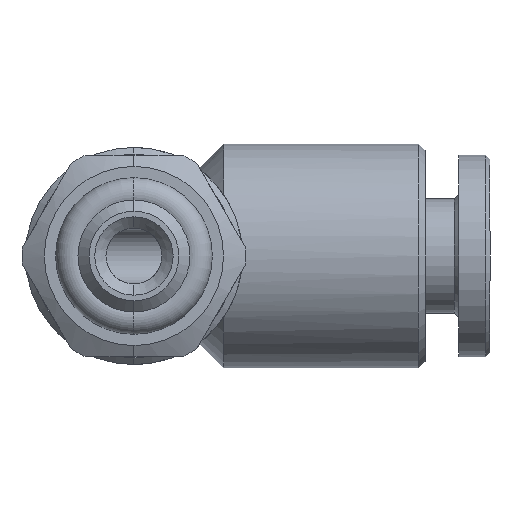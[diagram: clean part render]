
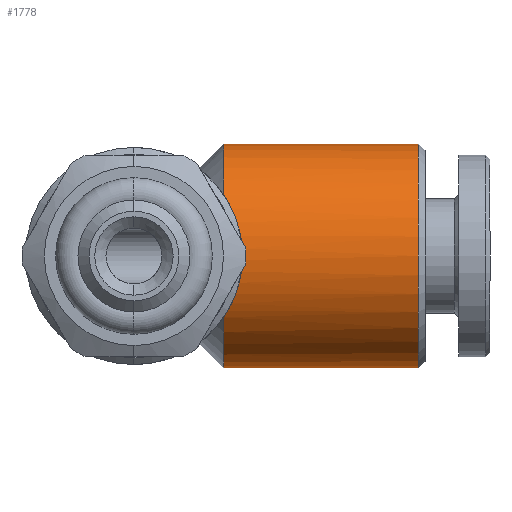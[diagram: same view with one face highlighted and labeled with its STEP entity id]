
A CAD part, front view. The second image highlights one B-rep face of the part: STEP entity #1778.
In plain terms, the highlighted cylindrical face has radius 5 mm (diameter 10 mm), a partial arc.
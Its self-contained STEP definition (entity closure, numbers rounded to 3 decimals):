
#2 = CARTESIAN_POINT ( 'NONE',  ( 4., 0., 0. ) ) ;
#3 = DIRECTION ( 'NONE',  ( -1., 0., 0. ) ) ;
#4 = DIRECTION ( 'NONE',  ( 0., 0., 1. ) ) ;
#165 = CYLINDRICAL_SURFACE ( 'NONE', #565, 5. ) ;
#181 = FACE_OUTER_BOUND ( 'NONE', #602, .T. ) ;
#183 = DIRECTION ( 'NONE',  ( -1., 0., 0. ) ) ;
#184 = CARTESIAN_POINT ( 'NONE',  ( -3.45, 0., 0. ) ) ;
#186 = DIRECTION ( 'NONE',  ( 0., 0., 1. ) ) ;
#219 = CARTESIAN_POINT ( 'NONE',  ( 4., -4.181, 2.743 ) ) ;
#220 = CARTESIAN_POINT ( 'NONE',  ( 4.126, -4.302, 2.558 ) ) ;
#225 = CARTESIAN_POINT ( 'NONE',  ( 4.244, -4.415, 2.358 ) ) ;
#226 = CARTESIAN_POINT ( 'NONE',  ( 4.452, -4.615, 1.939 ) ) ;
#227 = CARTESIAN_POINT ( 'NONE',  ( 4.542, -4.702, 1.718 ) ) ;
#228 = CARTESIAN_POINT ( 'NONE',  ( 4.692, -4.847, 1.251 ) ) ;
#229 = CARTESIAN_POINT ( 'NONE',  ( 4.751, -4.904, 1.007 ) ) ;
#230 = CARTESIAN_POINT ( 'NONE',  ( 4.829, -4.98, 0.513 ) ) ;
#231 = CARTESIAN_POINT ( 'NONE',  ( 4.85, -5., 0.261 ) ) ;
#232 = CARTESIAN_POINT ( 'NONE',  ( 4.85, -5., -0.254 ) ) ;
#233 = CARTESIAN_POINT ( 'NONE',  ( 4.83, -4.981, -0.507 ) ) ;
#234 = CARTESIAN_POINT ( 'NONE',  ( 4.752, -4.905, -1.004 ) ) ;
#235 = CARTESIAN_POINT ( 'NONE',  ( 4.693, -4.847, -1.25 ) ) ;
#236 = CARTESIAN_POINT ( 'NONE',  ( 4.543, -4.703, -1.716 ) ) ;
#237 = CARTESIAN_POINT ( 'NONE',  ( 4.452, -4.615, -1.938 ) ) ;
#238 = CARTESIAN_POINT ( 'NONE',  ( 4.244, -4.414, -2.36 ) ) ;
#239 = CARTESIAN_POINT ( 'NONE',  ( 4.126, -4.301, -2.559 ) ) ;
#240 = CARTESIAN_POINT ( 'NONE',  ( 4., -4.181, -2.743 ) ) ;
#266 = CIRCLE ( 'NONE', #269, 5. ) ;
#268 = CIRCLE ( 'NONE', #271, 5. ) ;
#269 = AXIS2_PLACEMENT_3D ( 'NONE', #808, #809, #810 ) ;
#271 = AXIS2_PLACEMENT_3D ( 'NONE', #811, #812, #813 ) ;
#565 = AXIS2_PLACEMENT_3D ( 'NONE', #184, #183, #186 ) ;
#602 = EDGE_LOOP ( 'NONE', ( #2259, #2260, #2261, #2262, #2263, #2264 ) ) ;
#719 = VERTEX_POINT ( 'NONE', #2554 ) ;
#726 = B_SPLINE_CURVE_WITH_KNOTS ( 'NONE', 3,
 ( #219, #220, #225, #226, #227, #228, #229, #230, #231, #232, #233, #234, #235, #236, #237, #238, #239, #240 ),
 .UNSPECIFIED., .F., .F.,
 ( 4, 2, 2, 2, 2, 2, 2, 2, 4 ),
 ( 0.023, 0.024, 0.025, 0.025, 0.026, 0.027, 0.028, 0.028, 0.029 ),
 .UNSPECIFIED. ) ;
#808 = CARTESIAN_POINT ( 'NONE',  ( 12.7, 0., 0. ) ) ;
#809 = DIRECTION ( 'NONE',  ( -1., 0., 0. ) ) ;
#810 = DIRECTION ( 'NONE',  ( 0., 0., 1. ) ) ;
#811 = CARTESIAN_POINT ( 'NONE',  ( 4., 0., 0. ) ) ;
#812 = DIRECTION ( 'NONE',  ( -1., 0., 0. ) ) ;
#813 = DIRECTION ( 'NONE',  ( 0., 0., 1. ) ) ;
#974 = CARTESIAN_POINT ( 'NONE',  ( 4., 0., 5. ) ) ;
#983 = CARTESIAN_POINT ( 'NONE',  ( 12.7, 0., -5. ) ) ;
#984 = CARTESIAN_POINT ( 'NONE',  ( 4., 0., -5. ) ) ;
#995 = CARTESIAN_POINT ( 'NONE',  ( 12.7, 0., 5. ) ) ;
#999 = CARTESIAN_POINT ( 'NONE',  ( 4., -4.181, -2.743 ) ) ;
#1716 = EDGE_CURVE ( 'NONE', #2131, #2110, #2661, .T. ) ;
#1721 = EDGE_CURVE ( 'NONE', #2119, #2120, #2669, .T. ) ;
#1725 = EDGE_CURVE ( 'NONE', #2120, #2135, #1869, .T. ) ;
#1778 = ADVANCED_FACE ( 'NONE', ( #181 ), #165, .T. ) ;
#1788 = EDGE_CURVE ( 'NONE', #719, #2135, #726, .T. ) ;
#1807 = EDGE_CURVE ( 'NONE', #2119, #2131, #266, .T. ) ;
#1808 = EDGE_CURVE ( 'NONE', #719, #2110, #268, .T. ) ;
#1850 = AXIS2_PLACEMENT_3D ( 'NONE', #2, #3, #4 ) ;
#1859 = VECTOR ( 'NONE', #2678, 1000. ) ;
#1864 = VECTOR ( 'NONE', #2663, 1000. ) ;
#1869 = CIRCLE ( 'NONE', #1850, 5. ) ;
#2110 = VERTEX_POINT ( 'NONE', #974 ) ;
#2119 = VERTEX_POINT ( 'NONE', #983 ) ;
#2120 = VERTEX_POINT ( 'NONE', #984 ) ;
#2131 = VERTEX_POINT ( 'NONE', #995 ) ;
#2135 = VERTEX_POINT ( 'NONE', #999 ) ;
#2259 = ORIENTED_EDGE ( 'NONE', *, *, #1721, .F. ) ;
#2260 = ORIENTED_EDGE ( 'NONE', *, *, #1807, .T. ) ;
#2261 = ORIENTED_EDGE ( 'NONE', *, *, #1716, .T. ) ;
#2262 = ORIENTED_EDGE ( 'NONE', *, *, #1808, .F. ) ;
#2263 = ORIENTED_EDGE ( 'NONE', *, *, #1788, .T. ) ;
#2264 = ORIENTED_EDGE ( 'NONE', *, *, #1725, .F. ) ;
#2554 = CARTESIAN_POINT ( 'NONE',  ( 4., -4.181, 2.743 ) ) ;
#2661 = LINE ( 'NONE', #2662, #1864 ) ;
#2662 = CARTESIAN_POINT ( 'NONE',  ( -3.45, 0., 5. ) ) ;
#2663 = DIRECTION ( 'NONE',  ( -1., 0., 0. ) ) ;
#2669 = LINE ( 'NONE', #2677, #1859 ) ;
#2677 = CARTESIAN_POINT ( 'NONE',  ( -3.45, 0., -5. ) ) ;
#2678 = DIRECTION ( 'NONE',  ( -1., 0., 0. ) ) ;
